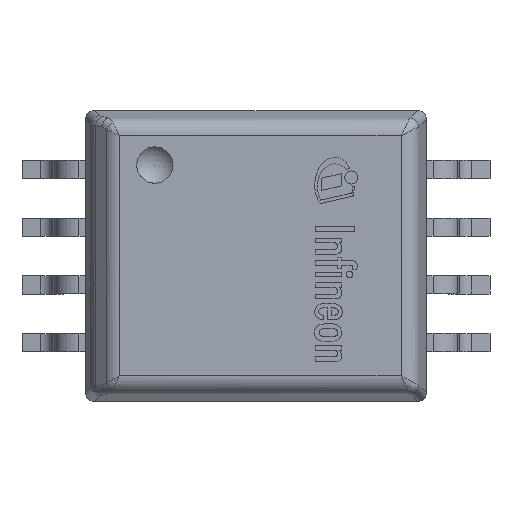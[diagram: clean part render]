
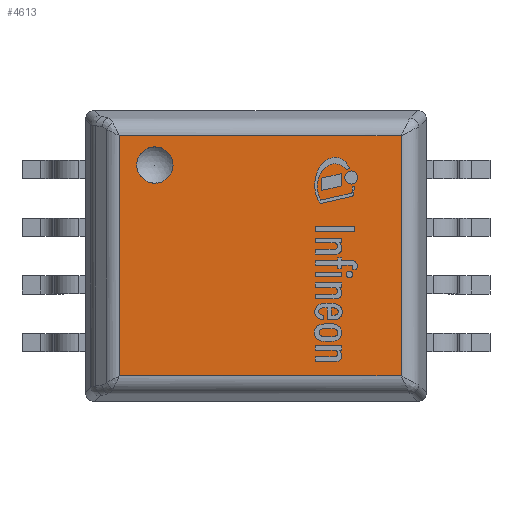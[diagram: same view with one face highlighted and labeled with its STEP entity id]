
A CAD part, top view. The second image highlights one B-rep face of the part: STEP entity #4613.
In plain terms, the highlighted planar face has unit normal (0, 0, 1).
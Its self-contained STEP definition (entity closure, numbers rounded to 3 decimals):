
#55=FACE_BOUND('',#790,.T.);
#134=CIRCLE('',#4902,0.4);
#289=PLANE('',#4950);
#504=FACE_OUTER_BOUND('',#789,.T.);
#789=EDGE_LOOP('',(#3368,#3369,#3370,#3371));
#790=EDGE_LOOP('',(#3372));
#1068=LINE('',#6665,#1572);
#1080=LINE('',#6735,#1584);
#1081=LINE('',#6740,#1585);
#1090=LINE('',#6899,#1594);
#1572=VECTOR('',#5339,1.);
#1584=VECTOR('',#5377,1.);
#1585=VECTOR('',#5384,1.);
#1594=VECTOR('',#5437,1.);
#2113=VERTEX_POINT('',#6614);
#2118=VERTEX_POINT('',#6655);
#2121=VERTEX_POINT('',#6663);
#2132=VERTEX_POINT('',#6719);
#2136=VERTEX_POINT('',#6734);
#2563=EDGE_CURVE('',#2113,#2113,#134,.T.);
#2573=EDGE_CURVE('',#2121,#2118,#1068,.T.);
#2593=EDGE_CURVE('',#2132,#2136,#1080,.T.);
#2596=EDGE_CURVE('',#2118,#2132,#1081,.T.);
#2619=EDGE_CURVE('',#2136,#2121,#1090,.T.);
#3368=ORIENTED_EDGE('',*,*,#2573,.F.);
#3369=ORIENTED_EDGE('',*,*,#2619,.F.);
#3370=ORIENTED_EDGE('',*,*,#2593,.F.);
#3371=ORIENTED_EDGE('',*,*,#2596,.F.);
#3372=ORIENTED_EDGE('',*,*,#2563,.T.);
#4613=ADVANCED_FACE('',(#504,#55),#289,.T.);
#4902=AXIS2_PLACEMENT_3D('',#6615,#5318,#5319);
#4950=AXIS2_PLACEMENT_3D('',#6901,#5440,#5441);
#5318=DIRECTION('center_axis',(0.,0.,-1.));
#5319=DIRECTION('ref_axis',(0.,-1.,0.));
#5339=DIRECTION('',(1.,0.,0.));
#5377=DIRECTION('',(-1.,0.,0.));
#5384=DIRECTION('',(0.,-1.,0.));
#5437=DIRECTION('',(0.,1.,0.));
#5440=DIRECTION('center_axis',(0.,0.,1.));
#5441=DIRECTION('ref_axis',(-1.,0.,0.));
#6614=CARTESIAN_POINT('',(-1.825,2.,2.65));
#6615=CARTESIAN_POINT('Origin',(-2.225,2.,2.65));
#6655=CARTESIAN_POINT('',(3.192,2.642,2.65));
#6663=CARTESIAN_POINT('',(-3.004,2.642,2.65));
#6665=CARTESIAN_POINT('',(-1.875,2.642,2.65));
#6719=CARTESIAN_POINT('',(3.192,-2.642,2.65));
#6734=CARTESIAN_POINT('',(-3.004,-2.642,2.65));
#6735=CARTESIAN_POINT('',(1.875,-2.642,2.65));
#6740=CARTESIAN_POINT('',(3.192,1.6,2.65));
#6899=CARTESIAN_POINT('',(-3.004,2.222,2.65));
#6901=CARTESIAN_POINT('Origin',(0.,0.,
2.65));
